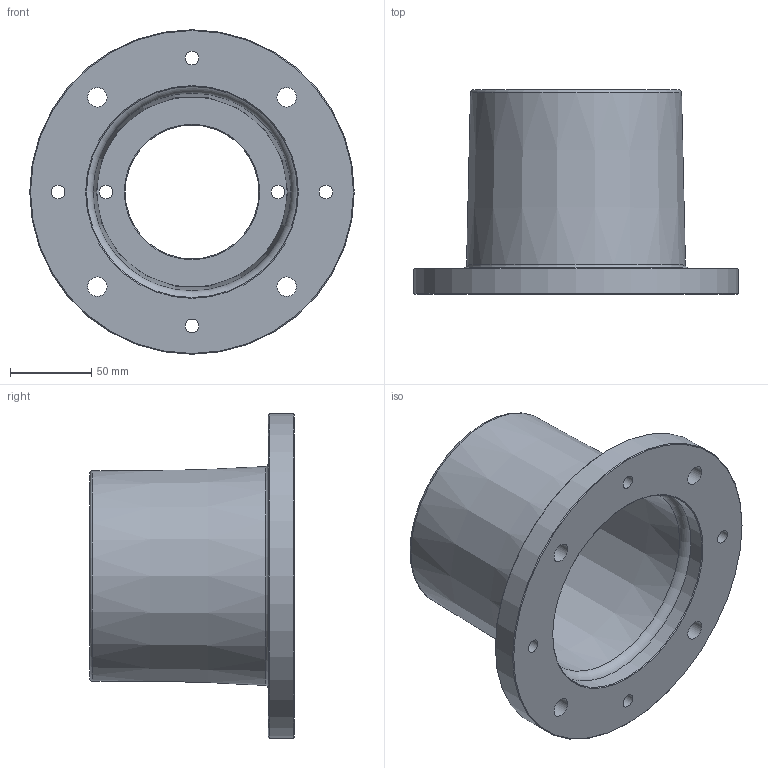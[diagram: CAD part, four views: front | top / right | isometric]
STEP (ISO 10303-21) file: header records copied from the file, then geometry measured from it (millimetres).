
FILE_DESCRIPTION(/* description */ (''),/* implementation_level */ '2;1');
FILE_NAME(/* name */ 'TH1825A-Electric motor D80_90 to SAE A.stp',/* time_stamp */ '2024-08-29T12:14:41+02:00',/* author */ ('Dell'),/* organization */ (''),/* preprocessor_version */ 'ST-DEVELOPER v20',/* originating_system */ 'Autodesk Inventor 2024',/* authorisation */ '');
FILE_SCHEMA (('CONFIG_CONTROL_DESIGN'));
Length unit declared in the file: millimetre
Products named in the file (1): TH1825A-Electric motor D80_90 to SAE A
Bounding box: 200 x 126 x 200 mm (x, y, z)
Volume: 603854.4 mm3; surface area: 153720.2 mm2
Topology: 1 solids, 1 shells, 27 faces, 68 edges, 45 vertices
Faces by surface type: cylinder 13, cone 7, plane 4, torus 3
Full cylindrical faces by diameter (mm): 8.376 x6, 12 x4, 82.5 x1, 130 x1, 200 x1
Entity records: 945 total; most frequent: DIRECTION 172, CARTESIAN_POINT 141, ORIENTED_EDGE 136, AXIS2_PLACEMENT_3D 76, EDGE_CURVE 68, EDGE_LOOP 51, CIRCLE 48, VERTEX_POINT 45
